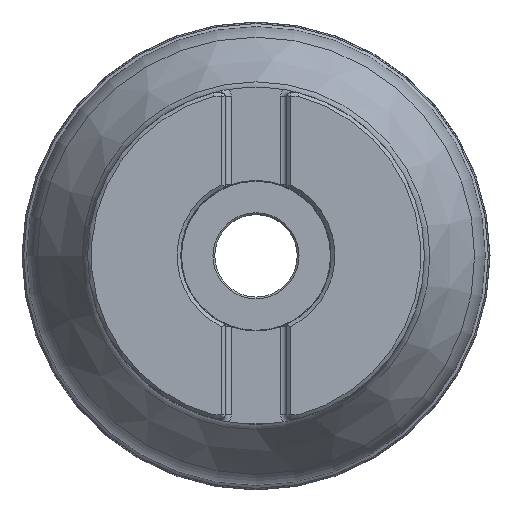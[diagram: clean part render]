
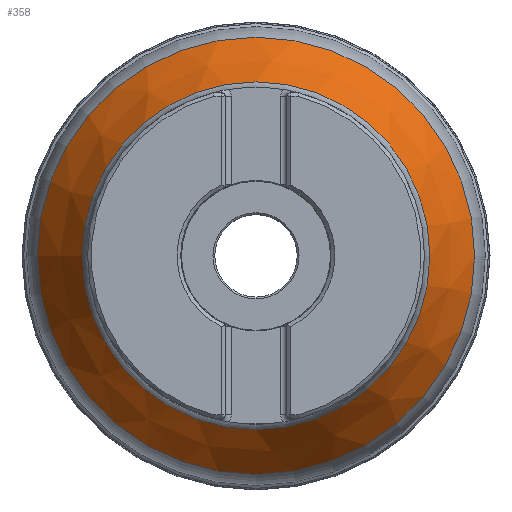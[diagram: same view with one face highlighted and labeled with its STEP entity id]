
A CAD part, top view. The second image highlights one B-rep face of the part: STEP entity #358.
In plain terms, the highlighted conical face has half-angle 31.042 degrees and reference radius 61.25 mm.
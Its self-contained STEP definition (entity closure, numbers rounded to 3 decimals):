
#300=CONICAL_SURFACE('',#1790,61.25,31.042);
#358=ADVANCED_FACE('',(#645,#646),#300,.T.);
#645=FACE_BOUND('',#779,.T.);
#646=FACE_BOUND('',#780,.T.);
#779=EDGE_LOOP('',(#994));
#780=EDGE_LOOP('',(#995));
#994=ORIENTED_EDGE('',*,*,#1495,.T.);
#995=ORIENTED_EDGE('',*,*,#1496,.T.);
#1347=VERTEX_POINT('',#2925);
#1348=VERTEX_POINT('',#2927);
#1495=EDGE_CURVE('',#1347,#1347,#1669,.T.);
#1496=EDGE_CURVE('',#1348,#1348,#1670,.T.);
#1669=CIRCLE('',#1788,46.432);
#1670=CIRCLE('',#1789,58.386);
#1788=AXIS2_PLACEMENT_3D('',#2924,#2103,#2104);
#1789=AXIS2_PLACEMENT_3D('',#2926,#2105,#2106);
#1790=AXIS2_PLACEMENT_3D('',#2928,#2107,#2108);
#2103=DIRECTION('',(0.,0.,-1.));
#2104=DIRECTION('',(-1.,0.,0.));
#2105=DIRECTION('',(0.,0.,1.));
#2106=DIRECTION('',(1.,0.,0.));
#2107=DIRECTION('',(0.,0.,-1.));
#2108=DIRECTION('',(-1.,0.,0.));
#2924=CARTESIAN_POINT('',(0.,0.,-20.379));
#2925=CARTESIAN_POINT('',(-46.432,0.,-20.379));
#2926=CARTESIAN_POINT('',(0.,0.,-40.241));
#2927=CARTESIAN_POINT('',(58.386,0.,-40.241));
#2928=CARTESIAN_POINT('',(0.,0.,-45.));
